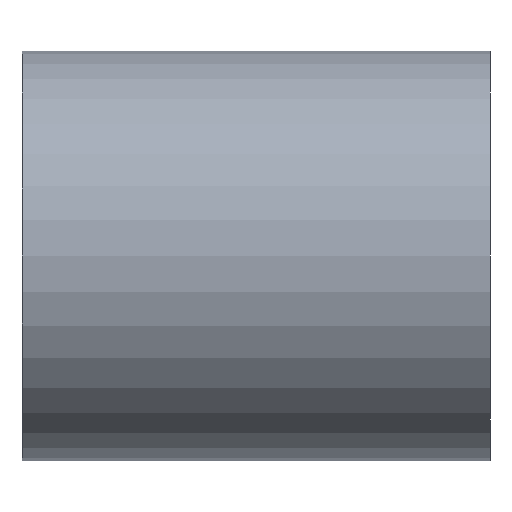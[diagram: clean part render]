
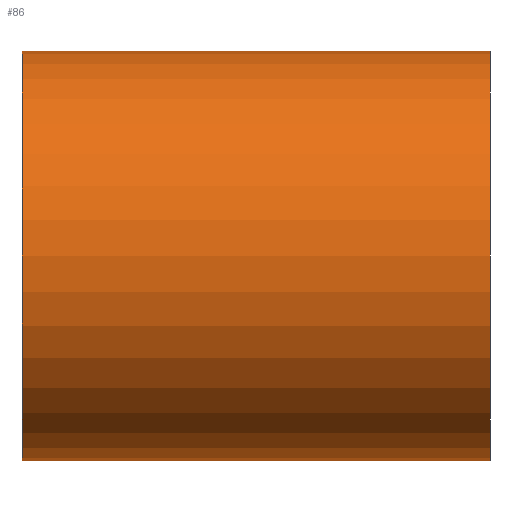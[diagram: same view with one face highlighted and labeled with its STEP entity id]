
A CAD part, left-side view. The second image highlights one B-rep face of the part: STEP entity #86.
In plain terms, the highlighted cylindrical face has radius 1.75 mm (diameter 3.5 mm), a partial arc.
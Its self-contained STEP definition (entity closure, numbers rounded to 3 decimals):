
#7 = DIRECTION ( 'NONE',  ( 0., 1., 0. ) ) ;
#9 = VERTEX_POINT ( 'NONE', #94 ) ;
#11 = EDGE_CURVE ( 'NONE', #82, #9, #208, .T. ) ;
#12 = VECTOR ( 'NONE', #26, 1000. ) ;
#26 = DIRECTION ( 'NONE',  ( 0., -1., 0. ) ) ;
#33 = CYLINDRICAL_SURFACE ( 'NONE', #50, 1.75 ) ;
#34 = EDGE_CURVE ( 'NONE', #113, #212, #202, .T. ) ;
#37 = EDGE_CURVE ( 'NONE', #82, #113, #190, .T. ) ;
#39 = VECTOR ( 'NONE', #142, 1000. ) ;
#50 = AXIS2_PLACEMENT_3D ( 'NONE', #101, #217, #74 ) ;
#64 = DIRECTION ( 'NONE',  ( 0., 0., 1. ) ) ;
#66 = ORIENTED_EDGE ( 'NONE', *, *, #99, .F. ) ;
#74 = DIRECTION ( 'NONE',  ( 0., 0., -1. ) ) ;
#82 = VERTEX_POINT ( 'NONE', #238 ) ;
#83 = EDGE_LOOP ( 'NONE', ( #66, #95, #100, #176 ) ) ;
#86 = ADVANCED_FACE ( 'NONE', ( #141 ), #33, .T. ) ;
#94 = CARTESIAN_POINT ( 'NONE',  ( 0., 4., 1.75 ) ) ;
#95 = ORIENTED_EDGE ( 'NONE', *, *, #11, .F. ) ;
#98 = CARTESIAN_POINT ( 'NONE',  ( 0., 4., -1.75 ) ) ;
#99 = EDGE_CURVE ( 'NONE', #9, #212, #118, .T. ) ;
#100 = ORIENTED_EDGE ( 'NONE', *, *, #37, .T. ) ;
#101 = CARTESIAN_POINT ( 'NONE',  ( 0., 4., 0. ) ) ;
#102 = AXIS2_PLACEMENT_3D ( 'NONE', #231, #211, #170 ) ;
#113 = VERTEX_POINT ( 'NONE', #195 ) ;
#118 = LINE ( 'NONE', #161, #39 ) ;
#129 = CARTESIAN_POINT ( 'NONE',  ( 0., 0., 1.75 ) ) ;
#141 = FACE_OUTER_BOUND ( 'NONE', #83, .T. ) ;
#142 = DIRECTION ( 'NONE',  ( 0., -1., 0. ) ) ;
#161 = CARTESIAN_POINT ( 'NONE',  ( 0., 4., 1.75 ) ) ;
#170 = DIRECTION ( 'NONE',  ( 0., 0., 1. ) ) ;
#173 = CARTESIAN_POINT ( 'NONE',  ( 0., 4., 0. ) ) ;
#176 = ORIENTED_EDGE ( 'NONE', *, *, #34, .T. ) ;
#189 = AXIS2_PLACEMENT_3D ( 'NONE', #173, #7, #64 ) ;
#190 = LINE ( 'NONE', #98, #12 ) ;
#195 = CARTESIAN_POINT ( 'NONE',  ( 0., 0., -1.75 ) ) ;
#202 = CIRCLE ( 'NONE', #102, 1.75 ) ;
#208 = CIRCLE ( 'NONE', #189, 1.75 ) ;
#211 = DIRECTION ( 'NONE',  ( 0., 1., 0. ) ) ;
#212 = VERTEX_POINT ( 'NONE', #129 ) ;
#217 = DIRECTION ( 'NONE',  ( 0., -1., 0. ) ) ;
#231 = CARTESIAN_POINT ( 'NONE',  ( 0., 0., 0. ) ) ;
#238 = CARTESIAN_POINT ( 'NONE',  ( 0., 4., -1.75 ) ) ;
